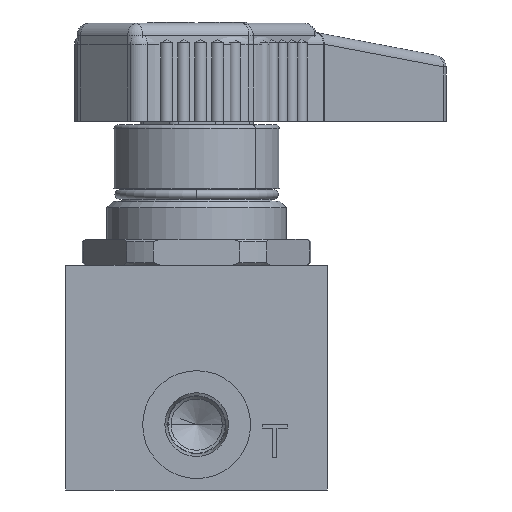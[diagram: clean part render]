
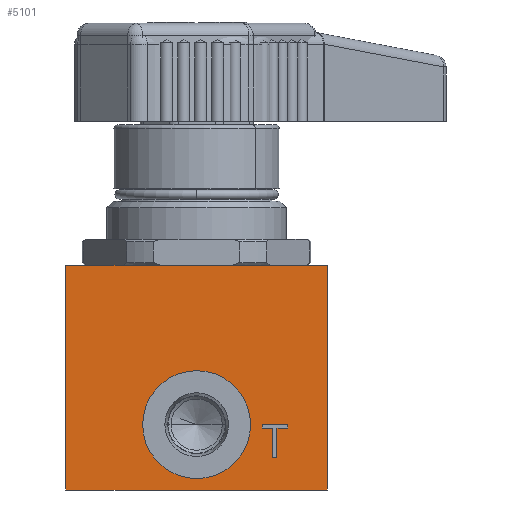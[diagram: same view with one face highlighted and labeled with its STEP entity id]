
A CAD part, front view. The second image highlights one B-rep face of the part: STEP entity #5101.
In plain terms, the highlighted planar face has unit normal (0, -1, 0).
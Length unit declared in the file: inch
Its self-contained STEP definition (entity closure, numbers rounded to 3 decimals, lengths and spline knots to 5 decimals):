
#285=DIRECTION('',(1.,0.,0.));
#286=VECTOR('',#285,2.);
#287=CARTESIAN_POINT('',(-2.,0.,1.72));
#288=LINE('',#287,#286);
#1319=CARTESIAN_POINT('',(-1.,0.,0.5));
#1320=DIRECTION('',(0.,-1.,0.));
#1321=DIRECTION('',(-1.,0.,0.));
#1322=AXIS2_PLACEMENT_3D('',#1319,#1320,#1321);
#1324=CARTESIAN_POINT('',(-1.,0.,0.5));
#1325=DIRECTION('',(0.,-1.,0.));
#1326=DIRECTION('',(1.,0.,0.));
#1327=AXIS2_PLACEMENT_3D('',#1324,#1325,#1326);
#1329=DIRECTION('',(0.,0.,1.));
#1330=VECTOR('',#1329,1.72);
#1331=CARTESIAN_POINT('',(-2.,0.,0.));
#1332=LINE('',#1331,#1330);
#1333=DIRECTION('',(0.,0.,-1.));
#1334=VECTOR('',#1333,1.72);
#1335=CARTESIAN_POINT('',(0.,0.,1.72));
#1336=LINE('',#1335,#1334);
#1337=DIRECTION('',(-1.,0.,0.));
#1338=VECTOR('',#1337,0.19792);
#1339=CARTESIAN_POINT('',(-0.30208,0.,0.5));
#1340=LINE('',#1339,#1338);
#1341=DIRECTION('',(0.,0.,-1.));
#1342=VECTOR('',#1341,0.0266);
#1343=CARTESIAN_POINT('',(-0.5,0.,0.5));
#1344=LINE('',#1343,#1342);
#1345=DIRECTION('',(1.,0.,0.));
#1346=VECTOR('',#1345,0.08333);
#1347=CARTESIAN_POINT('',(-0.5,0.,0.4734));
#1348=LINE('',#1347,#1346);
#1349=DIRECTION('',(0.,0.,-1.));
#1350=VECTOR('',#1349,0.2234);
#1351=CARTESIAN_POINT('',(-0.41667,0.,0.4734));
#1352=LINE('',#1351,#1350);
#1353=DIRECTION('',(1.,0.,0.));
#1354=VECTOR('',#1353,0.03125);
#1355=CARTESIAN_POINT('',(-0.41667,0.,0.25));
#1356=LINE('',#1355,#1354);
#1357=DIRECTION('',(0.,0.,1.));
#1358=VECTOR('',#1357,0.2234);
#1359=CARTESIAN_POINT('',(-0.38542,0.,0.25));
#1360=LINE('',#1359,#1358);
#1361=DIRECTION('',(1.,0.,0.));
#1362=VECTOR('',#1361,0.08333);
#1363=CARTESIAN_POINT('',(-0.38542,0.,0.4734));
#1364=LINE('',#1363,#1362);
#1365=DIRECTION('',(0.,0.,1.));
#1366=VECTOR('',#1365,0.0266);
#1367=CARTESIAN_POINT('',(-0.30208,0.,0.4734));
#1368=LINE('',#1367,#1366);
#1471=DIRECTION('',(1.,0.,0.));
#1472=VECTOR('',#1471,2.);
#1473=CARTESIAN_POINT('',(-2.,0.,0.));
#1474=LINE('',#1473,#1472);
#2593=CARTESIAN_POINT('',(0.,0.,0.));
#2595=VERTEX_POINT('',#2593);
#2599=CARTESIAN_POINT('',(-2.,0.,0.));
#2600=VERTEX_POINT('',#2599);
#2649=CARTESIAN_POINT('',(-1.4125,0.,0.5));
#2650=VERTEX_POINT('',#2649);
#2651=CARTESIAN_POINT('',(-0.5875,0.,0.5));
#2652=VERTEX_POINT('',#2651);
#2754=CARTESIAN_POINT('',(-2.,0.,1.72));
#2756=VERTEX_POINT('',#2754);
#2757=CARTESIAN_POINT('',(0.,0.,1.72));
#2758=VERTEX_POINT('',#2757);
#3341=CARTESIAN_POINT('',(-0.30208,0.,0.5));
#3342=CARTESIAN_POINT('',(-0.5,0.,0.5));
#3343=VERTEX_POINT('',#3341);
#3344=VERTEX_POINT('',#3342);
#3345=CARTESIAN_POINT('',(-0.5,0.,0.4734));
#3346=VERTEX_POINT('',#3345);
#3347=CARTESIAN_POINT('',(-0.41667,0.,0.4734));
#3348=VERTEX_POINT('',#3347);
#3349=CARTESIAN_POINT('',(-0.41667,0.,0.25));
#3350=VERTEX_POINT('',#3349);
#3351=CARTESIAN_POINT('',(-0.38542,0.,0.25));
#3352=VERTEX_POINT('',#3351);
#3353=CARTESIAN_POINT('',(-0.38542,0.,0.4734));
#3354=VERTEX_POINT('',#3353);
#3355=CARTESIAN_POINT('',(-0.30208,0.,0.4734));
#3356=VERTEX_POINT('',#3355);
#5065=CARTESIAN_POINT('',(-2.,0.,0.));
#5066=DIRECTION('',(0.,-1.,0.));
#5067=DIRECTION('',(1.,0.,0.));
#5068=AXIS2_PLACEMENT_3D('',#5065,#5066,#5067);
#5069=PLANE('',#5068);
#5070=ORIENTED_EDGE('',*,*,#4804,.T.);
#5071=ORIENTED_EDGE('',*,*,#3624,.T.);
#5072=ORIENTED_EDGE('',*,*,#3384,.T.);
#5074=ORIENTED_EDGE('',*,*,#5073,.F.);
#5075=EDGE_LOOP('',(#5070,#5071,#5072,#5074));
#5076=FACE_OUTER_BOUND('',#5075,.F.);
#5078=ORIENTED_EDGE('',*,*,#5077,.T.);
#5080=ORIENTED_EDGE('',*,*,#5079,.T.);
#5081=EDGE_LOOP('',(#5078,#5080));
#5082=FACE_BOUND('',#5081,.F.);
#5084=ORIENTED_EDGE('',*,*,#5083,.T.);
#5086=ORIENTED_EDGE('',*,*,#5085,.T.);
#5088=ORIENTED_EDGE('',*,*,#5087,.T.);
#5090=ORIENTED_EDGE('',*,*,#5089,.T.);
#5092=ORIENTED_EDGE('',*,*,#5091,.T.);
#5094=ORIENTED_EDGE('',*,*,#5093,.T.);
#5096=ORIENTED_EDGE('',*,*,#5095,.T.);
#5098=ORIENTED_EDGE('',*,*,#5097,.T.);
#5099=EDGE_LOOP('',(#5084,#5086,#5088,#5090,#5092,#5094,#5096,#5098));
#5100=FACE_BOUND('',#5099,.F.);
#1323=CIRCLE('',#1322,0.4125);
#1328=CIRCLE('',#1327,0.4125);
#3384=EDGE_CURVE('',#2758,#2595,#1336,.T.);
#3624=EDGE_CURVE('',#2756,#2758,#288,.T.);
#4804=EDGE_CURVE('',#2600,#2756,#1332,.T.);
#5073=EDGE_CURVE('',#2600,#2595,#1474,.T.);
#5077=EDGE_CURVE('',#2650,#2652,#1323,.T.);
#5079=EDGE_CURVE('',#2652,#2650,#1328,.T.);
#5083=EDGE_CURVE('',#3343,#3344,#1340,.T.);
#5085=EDGE_CURVE('',#3344,#3346,#1344,.T.);
#5087=EDGE_CURVE('',#3346,#3348,#1348,.T.);
#5089=EDGE_CURVE('',#3348,#3350,#1352,.T.);
#5091=EDGE_CURVE('',#3350,#3352,#1356,.T.);
#5093=EDGE_CURVE('',#3352,#3354,#1360,.T.);
#5095=EDGE_CURVE('',#3354,#3356,#1364,.T.);
#5097=EDGE_CURVE('',#3356,#3343,#1368,.T.);
#5101=ADVANCED_FACE('',(#5076,#5082,#5100),#5069,.T.);
